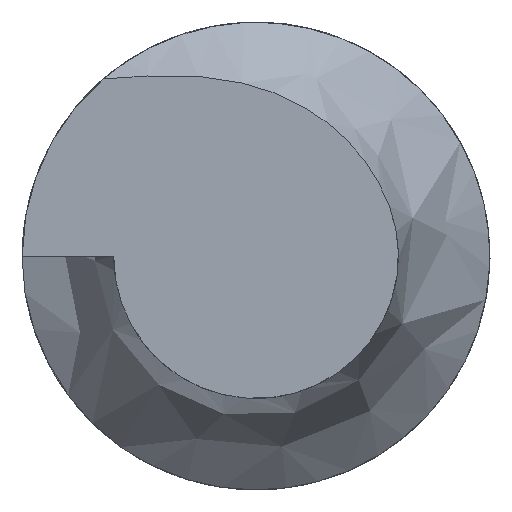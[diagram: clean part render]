
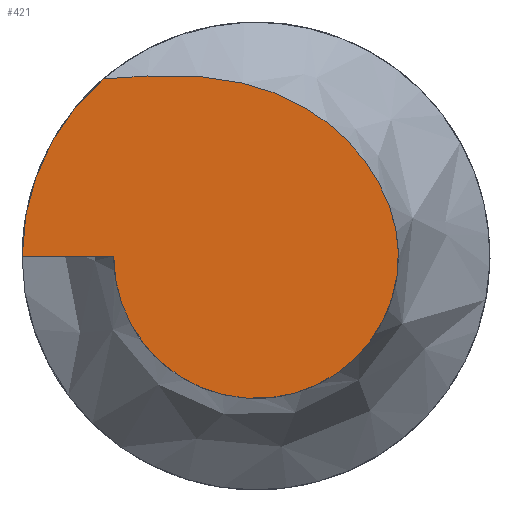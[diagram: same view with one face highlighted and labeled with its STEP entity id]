
A CAD part, front view. The second image highlights one B-rep face of the part: STEP entity #421.
In plain terms, the highlighted planar face has unit normal (0, -1, 0).
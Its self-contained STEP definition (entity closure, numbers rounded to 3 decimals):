
#18=PLANE('',#462);
#50=FACE_OUTER_BOUND('',#74,.T.);
#74=EDGE_LOOP('',(#380,#381,#382,#383));
#79=CIRCLE('',#440,6.16);
#86=CIRCLE('',#455,3.75);
#127=B_SPLINE_CURVE_WITH_KNOTS('',3,(#1606,#1607,#1608,#1609,#1610,#1611,
#1612,#1613,#1614,#1615,#1616,#1617),.UNSPECIFIED.,.F.,.F.,(4,2,2,2,2,4),
(0.,0.172,0.322,0.465,0.508,
0.64),.UNSPECIFIED.);
#141=LINE('',#1726,#154);
#154=VECTOR('',#525,10.);
#160=VERTEX_POINT('',#580);
#161=VERTEX_POINT('',#582);
#192=VERTEX_POINT('',#1310);
#193=VERTEX_POINT('',#1321);
#203=EDGE_CURVE('',#160,#161,#79,.T.);
#247=EDGE_CURVE('',#193,#192,#86,.T.);
#256=EDGE_CURVE('',#161,#192,#127,.T.);
#259=EDGE_CURVE('',#193,#160,#141,.T.);
#380=ORIENTED_EDGE('',*,*,#247,.T.);
#381=ORIENTED_EDGE('',*,*,#256,.F.);
#382=ORIENTED_EDGE('',*,*,#203,.F.);
#383=ORIENTED_EDGE('',*,*,#259,.F.);
#421=ADVANCED_FACE('',(#50),#18,.T.);
#440=AXIS2_PLACEMENT_3D('',#583,#474,#475);
#455=AXIS2_PLACEMENT_3D('',#1322,#512,#513);
#462=AXIS2_PLACEMENT_3D('',#1728,#528,#529);
#474=DIRECTION('center_axis',(0.,1.,0.));
#475=DIRECTION('ref_axis',(1.,0.,0.));
#512=DIRECTION('center_axis',(0.,-1.,0.));
#513=DIRECTION('ref_axis',(1.,0.,0.));
#525=DIRECTION('',(-1.,0.,0.));
#528=DIRECTION('center_axis',(0.,-1.,0.));
#529=DIRECTION('ref_axis',(1.,0.,0.));
#580=CARTESIAN_POINT('',(-6.16,-45.,0.));
#582=CARTESIAN_POINT('',(-4.021,-45.,4.666));
#583=CARTESIAN_POINT('Origin',(0.,-45.,0.));
#1310=CARTESIAN_POINT('',(3.507,-45.,1.328));
#1321=CARTESIAN_POINT('',(-3.75,-45.,0.));
#1322=CARTESIAN_POINT('Origin',(0.,-45.,0.));
#1606=CARTESIAN_POINT('Ctrl Pts',(-4.021,-45.,4.666));
#1607=CARTESIAN_POINT('Ctrl Pts',(-3.448,-45.,4.703));
#1608=CARTESIAN_POINT('Ctrl Pts',(-2.792,-45.,4.77));
#1609=CARTESIAN_POINT('Ctrl Pts',(-1.44,-45.,4.749));
#1610=CARTESIAN_POINT('Ctrl Pts',(-0.667,-45.,4.68));
#1611=CARTESIAN_POINT('Ctrl Pts',(0.915,-45.,4.167));
#1612=CARTESIAN_POINT('Ctrl Pts',(1.558,-45.,3.794));
#1613=CARTESIAN_POINT('Ctrl Pts',(2.235,-45.,3.215));
#1614=CARTESIAN_POINT('Ctrl Pts',(2.385,-45.,3.071));
#1615=CARTESIAN_POINT('Ctrl Pts',(2.951,-45.,2.453));
#1616=CARTESIAN_POINT('Ctrl Pts',(3.284,-45.,1.916));
#1617=CARTESIAN_POINT('Ctrl Pts',(3.507,-45.,1.328));
#1726=CARTESIAN_POINT('',(-2.225,-45.,0.));
#1728=CARTESIAN_POINT('Origin',(0.,-45.,0.));
